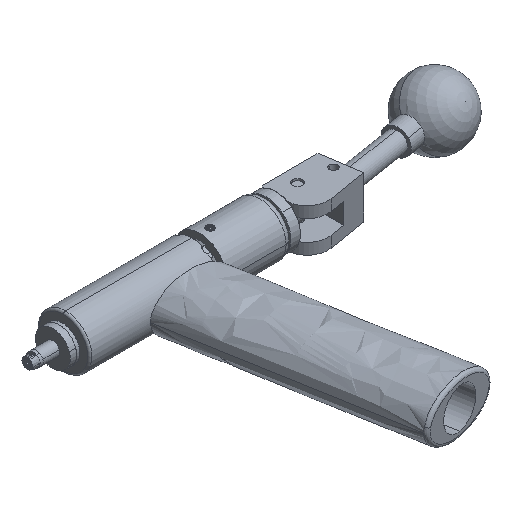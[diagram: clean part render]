
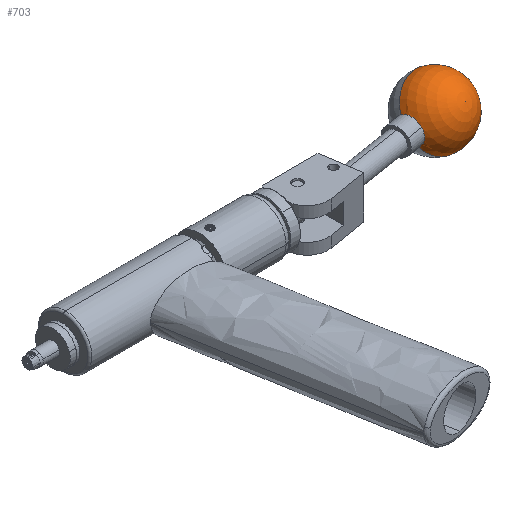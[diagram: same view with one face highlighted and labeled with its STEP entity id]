
A CAD part, isometric view. The second image highlights one B-rep face of the part: STEP entity #703.
In plain terms, the highlighted spherical face has radius 15.875 mm.
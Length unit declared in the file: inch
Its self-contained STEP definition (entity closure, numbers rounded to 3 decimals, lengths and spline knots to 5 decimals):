
#466 = EDGE_CURVE ( 'NONE', #14341, #3300, #12343, .T. ) ;
#703 = ADVANCED_FACE ( 'NONE', ( #8826 ), #6698, .T. ) ;
#739 = DIRECTION ( 'NONE',  ( 0.127, -0.801, 0.585 ) ) ;
#973 = DIRECTION ( 'NONE',  ( 0., -0.59, -0.808 ) ) ;
#1715 = CARTESIAN_POINT ( 'NONE',  ( 6.56674, 0.3349, 0.20274 ) ) ;
#3074 = CARTESIAN_POINT ( 'NONE',  ( 6.58962, 0.19044, 0. ) ) ;
#3300 = VERTEX_POINT ( 'NONE', #13573 ) ;
#3582 = ORIENTED_EDGE ( 'NONE', *, *, #7173, .F. ) ;
#3721 = DIRECTION ( 'NONE',  ( 0., 0.59, 0.808 ) ) ;
#3776 = EDGE_LOOP ( 'NONE', ( #3582, #5044, #6963, #4407 ) ) ;
#3844 = AXIS2_PLACEMENT_3D ( 'NONE', #6916, #15763, #14354 ) ;
#3921 = AXIS2_PLACEMENT_3D ( 'NONE', #15872, #9566, #973 ) ;
#4407 = ORIENTED_EDGE ( 'NONE', *, *, #466, .T. ) ;
#4863 = AXIS2_PLACEMENT_3D ( 'NONE', #5361, #8992, #6446 ) ;
#5044 = ORIENTED_EDGE ( 'NONE', *, *, #5657, .T. ) ;
#5067 = DIRECTION ( 'NONE',  ( -0.127, 0.801, -0.585 ) ) ;
#5361 = CARTESIAN_POINT ( 'NONE',  ( 7.15539, 0.28004, 0. ) ) ;
#5657 = EDGE_CURVE ( 'NONE', #14359, #16213, #14785, .T. ) ;
#6446 = DIRECTION ( 'NONE',  ( 0.092, -0.578, -0.811 ) ) ;
#6698 = SPHERICAL_SURFACE ( 'NONE', #4863, 0.625 ) ;
#6916 = CARTESIAN_POINT ( 'NONE',  ( 6.58962, 0.19044, 0. ) ) ;
#6963 = ORIENTED_EDGE ( 'NONE', *, *, #11738, .T. ) ;
#7173 = EDGE_CURVE ( 'NONE', #14359, #3300, #9567, .T. ) ;
#7657 = CARTESIAN_POINT ( 'NONE',  ( 7.15539, 0.28004, 0. ) ) ;
#8330 = CIRCLE ( 'NONE', #13865, 0.25 ) ;
#8826 = FACE_OUTER_BOUND ( 'NONE', #3776, .T. ) ;
#8992 = DIRECTION ( 'NONE',  ( 0.127, -0.801, 0.585 ) ) ;
#9566 = DIRECTION ( 'NONE',  ( 0.127, -0.801, 0.585 ) ) ;
#9567 = CIRCLE ( 'NONE', #11167, 0.625 ) ;
#11167 = AXIS2_PLACEMENT_3D ( 'NONE', #7657, #5067, #3721 ) ;
#11403 = CARTESIAN_POINT ( 'NONE',  ( 6.62134, -0.00981, 0.14627 ) ) ;
#11738 = EDGE_CURVE ( 'NONE', #16213, #14341, #8330, .T. ) ;
#12343 = CIRCLE ( 'NONE', #3844, 0.25 ) ;
#12988 = CARTESIAN_POINT ( 'NONE',  ( 7.7727, 0.37782, 0. ) ) ;
#13573 = CARTESIAN_POINT ( 'NONE',  ( 6.6125, 0.04597, -0.20274 ) ) ;
#13865 = AXIS2_PLACEMENT_3D ( 'NONE', #3074, #14329, #739 ) ;
#14329 = DIRECTION ( 'NONE',  ( 0.988, 0.156, 0. ) ) ;
#14341 = VERTEX_POINT ( 'NONE', #11403 ) ;
#14354 = DIRECTION ( 'NONE',  ( 0.127, -0.801, 0.585 ) ) ;
#14359 = VERTEX_POINT ( 'NONE', #12988 ) ;
#14785 = CIRCLE ( 'NONE', #3921, 0.625 ) ;
#15763 = DIRECTION ( 'NONE',  ( 0.988, 0.156, 0. ) ) ;
#15872 = CARTESIAN_POINT ( 'NONE',  ( 7.15539, 0.28004, 0. ) ) ;
#16213 = VERTEX_POINT ( 'NONE', #1715 ) ;
